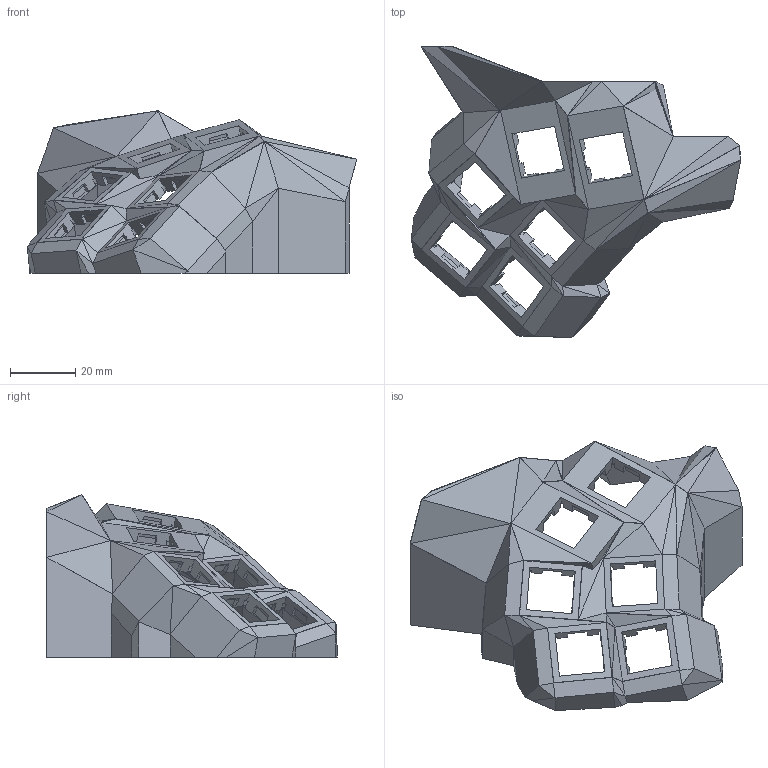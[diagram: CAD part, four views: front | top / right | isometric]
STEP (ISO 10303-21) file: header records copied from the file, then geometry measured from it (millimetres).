
FILE_DESCRIPTION(('Open CASCADE Model'),'2;1');
FILE_NAME('Open CASCADE Shape Model','2023-07-22T19:42:59',('Author'),( 'Open CASCADE'),'Open CASCADE STEP processor 7.7','Open CASCADE 7.7' ,'Unknown');
FILE_SCHEMA(('AUTOMOTIVE_DESIGN { 1 0 10303 214 1 1 1 1 }'));
Length unit declared in the file: millimetre
Products named in the file (1): Open CASCADE STEP translator 7.7 2
Bounding box: 101.17 x 89.32 x 49.86 mm (x, y, z)
Volume: 40924.9 mm3; surface area: 21547.8 mm2
Topology: 1 solids, 1 shells, 557 faces, 1412 edges, 857 vertices
Faces by surface type: plane 529, cylinder 26, sphere 2
Full cylindrical faces by diameter (mm): 2.5 x1
Entity records: 33984 total; most frequent: CARTESIAN_POINT 6314, DIRECTION 4819, LINE 3538, VECTOR 3538, ORIENTED_EDGE 2822, PCURVE 2822, DEFINITIONAL_REPRESENTATION 2822, EDGE_CURVE 1411
